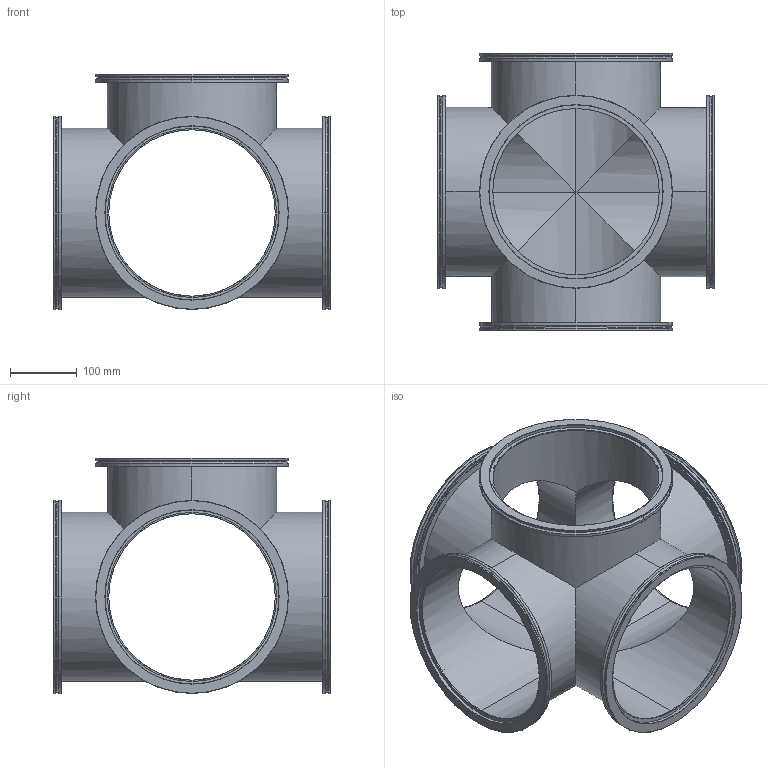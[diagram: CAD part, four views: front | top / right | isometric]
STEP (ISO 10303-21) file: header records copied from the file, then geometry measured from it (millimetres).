
FILE_DESCRIPTION (( 'STEP AP214' ), '1' );
FILE_NAME ('Hositrad_ISOX5-250.STEP', '2017-06-06T13:49:26', ( 'Gebruiker' ), ( '' ), 'SwSTEP 2.0', 'SolidWorks 2017', '' );
FILE_SCHEMA (( 'AUTOMOTIVE_DESIGN' ));
Length unit declared in the file: millimetre
Products named in the file (3): Hositrad_ISOX5-250; ISO-K_Equal-5-Way-Cross_All_ISO250-T; ISO-K-Weld-All_ISO250-254
Assembly tree (6 placements, depth 2):
  Hositrad_ISOX5-250
    ISO-K_Equal-5-Way-Cross_All_ISO250-T
    ISO-K-Weld-All_ISO250-254  x5
Bounding box: 416 x 416 x 353 mm (x, y, z)
Volume: 1576184.9 mm3; surface area: 1107926.3 mm2
Topology: 6 solids, 6 shells, 195 faces, 404 edges, 238 vertices
Faces by surface type: cylinder 90, cone 50, plane 35, torus 20
Entity records: 1792 total; most frequent: CARTESIAN_POINT 350, DIRECTION 308, ORIENTED_EDGE 264, EDGE_CURVE 132, AXIS2_PLACEMENT_3D 132, VERTEX_POINT 78, EDGE_LOOP 70, CIRCLE 64
